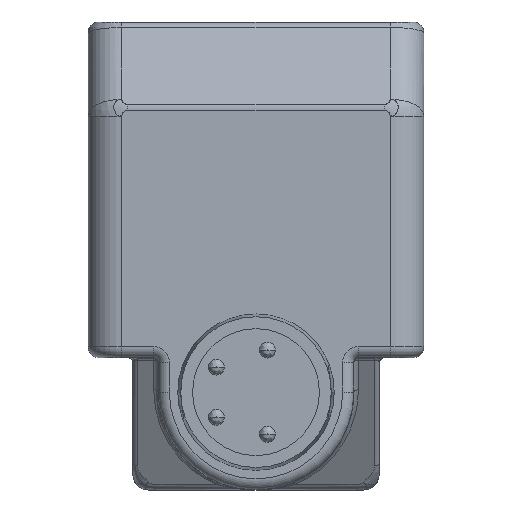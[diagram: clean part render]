
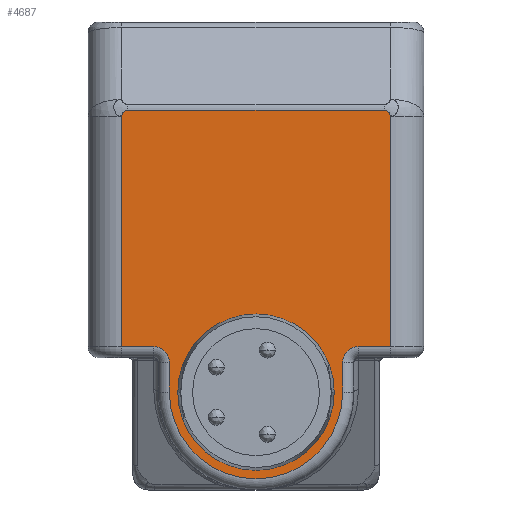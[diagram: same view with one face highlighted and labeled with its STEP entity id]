
A CAD part, front view. The second image highlights one B-rep face of the part: STEP entity #4687.
In plain terms, the highlighted planar face has unit normal (0, -1, 0).
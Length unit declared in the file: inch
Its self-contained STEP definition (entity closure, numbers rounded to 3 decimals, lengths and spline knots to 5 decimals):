
#375=DIRECTION('',(0.,0.,-1.));
#376=VECTOR('',#375,0.40544);
#377=CARTESIAN_POINT('',(-0.23622,-0.67913,
0.1574));
#378=LINE('',#377,#376);
#388=CARTESIAN_POINT('',(-0.23622,-0.67913,
0.1574));
#389=CARTESIAN_POINT('',(-0.23608,-0.67913,
0.16249));
#390=CARTESIAN_POINT('',(-0.23076,-0.67913,
0.16795));
#391=CARTESIAN_POINT('',(-0.22567,-0.67913,
0.16795));
#393=CARTESIAN_POINT('',(0.23622,-0.67913,
0.1574));
#394=CARTESIAN_POINT('',(0.23608,-0.67913,
0.16249));
#395=CARTESIAN_POINT('',(0.23076,-0.67913,
0.16795));
#396=CARTESIAN_POINT('',(0.22567,-0.67913,
0.16795));
#398=CARTESIAN_POINT('',(0.,-0.67913,-0.32795));
#399=DIRECTION('',(0.,-1.,0.));
#400=DIRECTION('',(1.,0.,0.));
#401=AXIS2_PLACEMENT_3D('',#398,#399,#400);
#403=CARTESIAN_POINT('',(0.,-0.67913,-0.32795));
#404=DIRECTION('',(0.,-1.,0.));
#405=DIRECTION('',(-1.,0.,0.));
#406=AXIS2_PLACEMENT_3D('',#403,#404,#405);
#412=DIRECTION('',(0.,0.,1.));
#413=VECTOR('',#412,0.40544);
#414=CARTESIAN_POINT('',(0.23622,-0.67913,
-0.24803));
#415=LINE('',#414,#413);
#523=DIRECTION('',(-1.,0.,0.));
#524=VECTOR('',#523,0.0563);
#525=CARTESIAN_POINT('',(0.23622,-0.67913,
-0.24803));
#526=LINE('',#525,#524);
#537=CARTESIAN_POINT('',(0.17992,-0.67913,
-0.27559));
#538=DIRECTION('',(0.,-1.,0.));
#539=DIRECTION('',(0.,0.,1.));
#540=AXIS2_PLACEMENT_3D('',#537,#538,#539);
#770=DIRECTION('',(-1.,0.,0.));
#771=VECTOR('',#770,0.0563);
#772=CARTESIAN_POINT('',(-0.17992,-0.67913,
-0.24803));
#773=LINE('',#772,#771);
#784=CARTESIAN_POINT('',(-0.17992,-0.67913,
-0.27559));
#785=DIRECTION('',(0.,-1.,0.));
#786=DIRECTION('',(1.,0.,0.));
#787=AXIS2_PLACEMENT_3D('',#784,#785,#786);
#815=DIRECTION('',(0.,0.,1.));
#816=VECTOR('',#815,0.05236);
#817=CARTESIAN_POINT('',(-0.15236,-0.67913,
-0.32795));
#818=LINE('',#817,#816);
#829=CARTESIAN_POINT('',(0.,-0.67913,-0.32795));
#830=DIRECTION('',(0.,1.,0.));
#831=DIRECTION('',(1.,0.,0.));
#832=AXIS2_PLACEMENT_3D('',#829,#830,#831);
#847=DIRECTION('',(0.,0.,-1.));
#848=VECTOR('',#847,0.05236);
#849=CARTESIAN_POINT('',(0.15236,-0.67913,
-0.27559));
#850=LINE('',#849,#848);
#2149=DIRECTION('',(-1.,0.,0.));
#2150=VECTOR('',#2149,0.45134);
#2151=CARTESIAN_POINT('',(0.22567,-0.67913,
0.16795));
#2152=LINE('',#2151,#2150);
#3524=VERTEX_POINT('',#393);
#3525=VERTEX_POINT('',#396);
#3531=CARTESIAN_POINT('',(-0.22567,-0.67913,
0.16795));
#3532=VERTEX_POINT('',#3531);
#3533=VERTEX_POINT('',#388);
#3994=CARTESIAN_POINT('',(-0.23622,-0.67913,
-0.24803));
#3995=VERTEX_POINT('',#3994);
#3998=CARTESIAN_POINT('',(-0.17992,-0.67913,
-0.24803));
#3999=VERTEX_POINT('',#3998);
#4002=CARTESIAN_POINT('',(-0.15236,-0.67913,
-0.27559));
#4003=VERTEX_POINT('',#4002);
#4006=CARTESIAN_POINT('',(-0.15236,-0.67913,
-0.32795));
#4007=VERTEX_POINT('',#4006);
#4010=CARTESIAN_POINT('',(0.15236,-0.67913,
-0.32795));
#4011=VERTEX_POINT('',#4010);
#4014=CARTESIAN_POINT('',(0.15236,-0.67913,
-0.27559));
#4015=VERTEX_POINT('',#4014);
#4018=CARTESIAN_POINT('',(0.17992,-0.67913,
-0.24803));
#4019=VERTEX_POINT('',#4018);
#4022=CARTESIAN_POINT('',(0.23622,-0.67913,
-0.24803));
#4023=VERTEX_POINT('',#4022);
#4117=CARTESIAN_POINT('',(0.1275,-0.67913,-0.32795));
#4118=CARTESIAN_POINT('',(-0.1275,-0.67913,-0.32795));
#4119=VERTEX_POINT('',#4117);
#4120=VERTEX_POINT('',#4118);
#4651=CARTESIAN_POINT('',(-0.29528,-0.67913,
0.01969));
#4652=DIRECTION('',(0.,-1.,0.));
#4653=DIRECTION('',(1.,0.,0.));
#4654=AXIS2_PLACEMENT_3D('',#4651,#4652,#4653);
#4655=PLANE('',#4654);
#4657=ORIENTED_EDGE('',*,*,#4656,.F.);
#4659=ORIENTED_EDGE('',*,*,#4658,.T.);
#4661=ORIENTED_EDGE('',*,*,#4660,.T.);
#4663=ORIENTED_EDGE('',*,*,#4662,.T.);
#4665=ORIENTED_EDGE('',*,*,#4664,.T.);
#4667=ORIENTED_EDGE('',*,*,#4666,.T.);
#4669=ORIENTED_EDGE('',*,*,#4668,.T.);
#4671=ORIENTED_EDGE('',*,*,#4670,.T.);
#4672=ORIENTED_EDGE('',*,*,#4641,.F.);
#4674=ORIENTED_EDGE('',*,*,#4673,.T.);
#4676=ORIENTED_EDGE('',*,*,#4675,.F.);
#4678=ORIENTED_EDGE('',*,*,#4677,.F.);
#4679=EDGE_LOOP('',(#4657,#4659,#4661,#4663,#4665,#4667,#4669,#4671,#4672,#4674,
#4676,#4678));
#4680=FACE_OUTER_BOUND('',#4679,.F.);
#4682=ORIENTED_EDGE('',*,*,#4681,.T.);
#4684=ORIENTED_EDGE('',*,*,#4683,.T.);
#4685=EDGE_LOOP('',(#4682,#4684));
#4686=FACE_BOUND('',#4685,.F.);
#4687=ADVANCED_FACE('',(#4680,#4686),#4655,.T.);
#392=B_SPLINE_CURVE_WITH_KNOTS('',3,(#388,#389,#390,#391),.UNSPECIFIED.,.F.,.F.,
(4,4),(0.,1.),.UNSPECIFIED.);
#397=B_SPLINE_CURVE_WITH_KNOTS('',3,(#393,#394,#395,#396),.UNSPECIFIED.,.F.,.F.,
(4,4),(0.,1.),.UNSPECIFIED.);
#402=CIRCLE('',#401,0.1275);
#407=CIRCLE('',#406,0.1275);
#541=CIRCLE('',#540,0.02756);
#788=CIRCLE('',#787,0.02756);
#833=CIRCLE('',#832,0.15236);
#4641=EDGE_CURVE('',#3533,#3995,#378,.T.);
#4656=EDGE_CURVE('',#4023,#3524,#415,.T.);
#4658=EDGE_CURVE('',#4023,#4019,#526,.T.);
#4660=EDGE_CURVE('',#4019,#4015,#541,.T.);
#4662=EDGE_CURVE('',#4015,#4011,#850,.T.);
#4664=EDGE_CURVE('',#4011,#4007,#833,.T.);
#4666=EDGE_CURVE('',#4007,#4003,#818,.T.);
#4668=EDGE_CURVE('',#4003,#3999,#788,.T.);
#4670=EDGE_CURVE('',#3999,#3995,#773,.T.);
#4673=EDGE_CURVE('',#3533,#3532,#392,.T.);
#4675=EDGE_CURVE('',#3525,#3532,#2152,.T.);
#4677=EDGE_CURVE('',#3524,#3525,#397,.T.);
#4681=EDGE_CURVE('',#4119,#4120,#402,.T.);
#4683=EDGE_CURVE('',#4120,#4119,#407,.T.);
